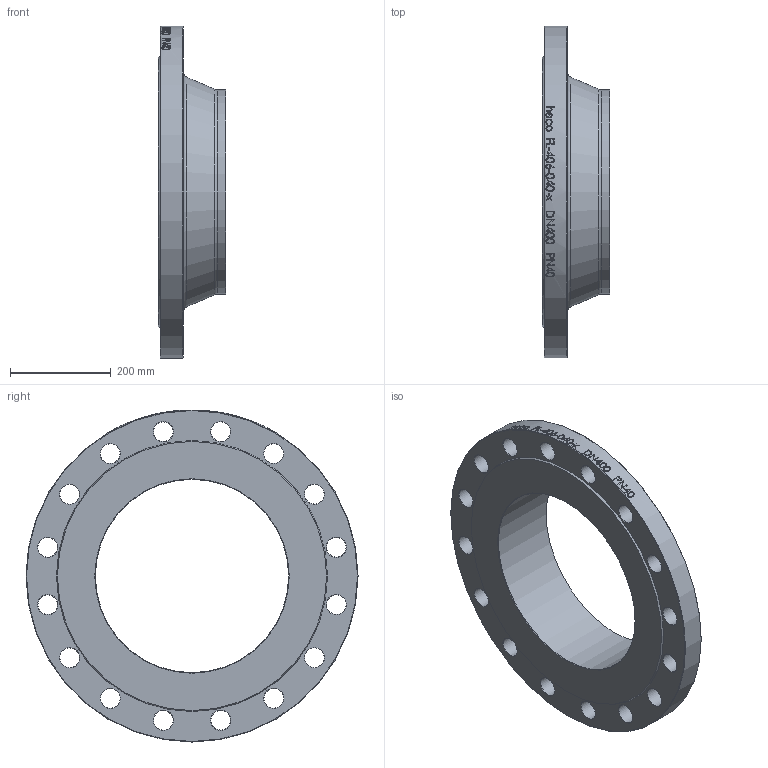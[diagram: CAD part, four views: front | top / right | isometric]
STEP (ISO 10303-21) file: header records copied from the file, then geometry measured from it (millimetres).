
FILE_DESCRIPTION (( 'STEP AP214' ), '1' );
FILE_NAME ('FL-406-040-x Vorschweissflansch PN40 DN400 iso DIN2635 2009.STEP', '2020-09-28T10:53:32', ( '' ), ( '' ), 'SwSTEP 2.0', 'SolidWorks 2019', '' );
FILE_SCHEMA (( 'AUTOMOTIVE_DESIGN' ));
Length unit declared in the file: millimetre
Products named in the file (1): FL-406-040-x Vorschweissflansch PN40 DN400 iso DIN2635 2009
Bounding box: 135 x 660 x 660 mm (x, y, z)
Volume: 12339438.6 mm3; surface area: 843817.9 mm2
Topology: 1 solids, 1 shells, 102 faces, 407 edges, 349 vertices
Faces by surface type: cylinder 59, cone 37, plane 4, torus 2
Full cylindrical faces by diameter (mm): 39 x16, 384.4 x1, 406.4 x1, 660 x1
Entity records: 11221 total; most frequent: CARTESIAN_POINT 7741, ORIENTED_EDGE 662, DIRECTION 540, EDGE_CURVE 331, VERTEX_POINT 331, AXIS2_PLACEMENT_3D 244, EDGE_LOOP 236, CIRCLE 141
